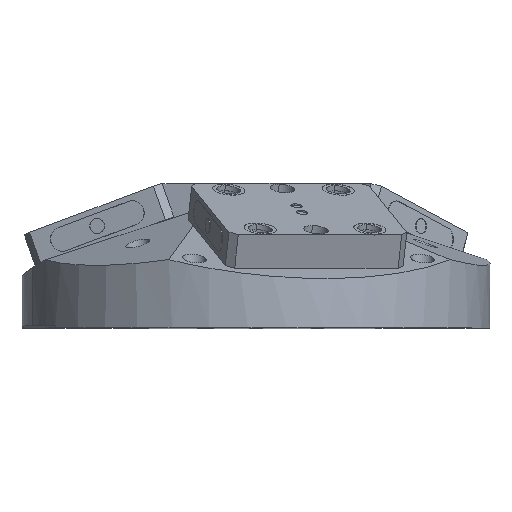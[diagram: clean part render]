
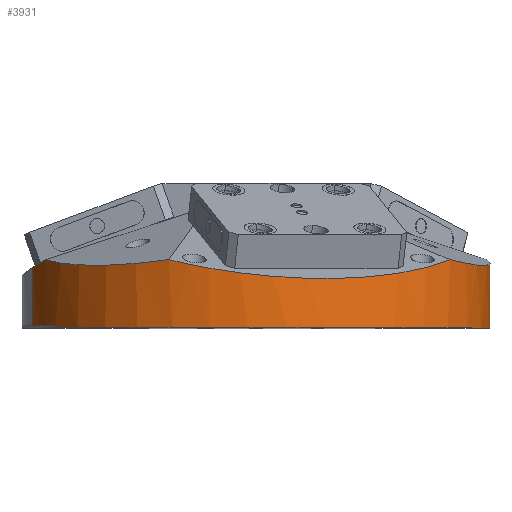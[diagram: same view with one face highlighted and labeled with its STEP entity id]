
A CAD part, top view. The second image highlights one B-rep face of the part: STEP entity #3931.
In plain terms, the highlighted cylindrical face has radius 196.215 mm (diameter 392.43 mm), a partial arc.
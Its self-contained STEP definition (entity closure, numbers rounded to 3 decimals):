
#83 = CARTESIAN_POINT ( 'NONE',  ( 123.308, -152.629, -6.339 ) ) ;
#168 = EDGE_CURVE ( 'NONE', #5522, #249, #7405, .T. ) ;
#180 = VERTEX_POINT ( 'NONE', #11746 ) ;
#249 = VERTEX_POINT ( 'NONE', #9601 ) ;
#485 = EDGE_CURVE ( 'NONE', #249, #3138, #4722, .T. ) ;
#569 = VERTEX_POINT ( 'NONE', #6426 ) ;
#601 = CARTESIAN_POINT ( 'NONE',  ( 196.215, -10.209, -1.901 ) ) ;
#649 = FACE_OUTER_BOUND ( 'NONE', #8354, .T. ) ;
#697 = CARTESIAN_POINT ( 'NONE',  ( 196.215, 0., -0.043 ) ) ;
#837 = CARTESIAN_POINT ( 'NONE',  ( -193.834, -30.473, -6.339 ) ) ;
#1195 = VECTOR ( 'NONE', #3333, 1000. ) ;
#1377 = VERTEX_POINT ( 'NONE', #837 ) ;
#1498 = CARTESIAN_POINT ( 'NONE',  ( 161.587, -121.703, 0.099 ) ) ;
#1893 = VERTEX_POINT ( 'NONE', #9077 ) ;
#1951 = DIRECTION ( 'NONE',  ( 0., 0., 1. ) ) ;
#2372 = DIRECTION ( 'NONE',  ( 0., 0., 1. ) ) ;
#2480 = ORIENTED_EDGE ( 'NONE', *, *, #12444, .T. ) ;
#2697 = AXIS2_PLACEMENT_3D ( 'NONE', #5305, #10290, #6307 ) ;
#2725 = CARTESIAN_POINT ( 'NONE',  ( 193.834, -30.473, -6.339 ) ) ;
#2758 = CIRCLE ( 'NONE', #2697, 196.215 ) ;
#2834 = CARTESIAN_POINT ( 'NONE',  ( 190.5, -47.011, 49.022 ) ) ;
#3089 = AXIS2_PLACEMENT_3D ( 'NONE', #4864, #1951, #11947 ) ;
#3115 = CARTESIAN_POINT ( 'NONE',  ( 196.215, 0., 50.8 ) ) ;
#3121 = CARTESIAN_POINT ( 'NONE',  ( 48.248, -213.269, 15.732 ) ) ;
#3138 = VERTEX_POINT ( 'NONE', #6012 ) ;
#3149 = CIRCLE ( 'NONE', #10474, 196.215 ) ;
#3178 = LINE ( 'NONE', #13012, #8251 ) ;
#3333 = DIRECTION ( 'NONE',  ( 0., 0., 1. ) ) ;
#3829 = VERTEX_POINT ( 'NONE', #5340 ) ;
#3931 = ADVANCED_FACE ( 'NONE', ( #649 ), #12845, .T. ) ;
#3972 = CARTESIAN_POINT ( 'NONE',  ( 190.5, -47.011, 50.8 ) ) ;
#4440 = CARTESIAN_POINT ( 'NONE',  ( -195.42, -20.388, -4.004 ) ) ;
#4459 = ORIENTED_EDGE ( 'NONE', *, *, #9693, .F. ) ;
#4601 = VECTOR ( 'NONE', #12185, 1000. ) ;
#4710 = ORIENTED_EDGE ( 'NONE', *, *, #10642, .F. ) ;
#4722 = LINE ( 'NONE', #3115, #12801 ) ;
#4864 = CARTESIAN_POINT ( 'NONE',  ( 0., 0., 50.8 ) ) ;
#5293 = ORIENTED_EDGE ( 'NONE', *, *, #5806, .F. ) ;
#5305 = CARTESIAN_POINT ( 'NONE',  ( 0., 0., 49.022 ) ) ;
#5340 = CARTESIAN_POINT ( 'NONE',  ( -123.308, -152.629, -6.339 ) ) ;
#5485 = CARTESIAN_POINT ( 'NONE',  ( 193.834, -30.473, -6.339 ) ) ;
#5501 = DIRECTION ( 'NONE',  ( 1., 0., 0. ) ) ;
#5522 = VERTEX_POINT ( 'NONE', #5485 ) ;
#5682 = CARTESIAN_POINT ( 'NONE',  ( -161.587, -121.703, 0.099 ) ) ;
#5730 = DIRECTION ( 'NONE',  ( 1., 0., 0. ) ) ;
#5772 = CARTESIAN_POINT ( 'NONE',  ( 195.42, -20.388, -4.004 ) ) ;
#5806 = EDGE_CURVE ( 'NONE', #569, #3138, #2758, .T. ) ;
#6012 = CARTESIAN_POINT ( 'NONE',  ( 196.215, 0., 49.022 ) ) ;
#6307 = DIRECTION ( 'NONE',  ( 1., 0., 0. ) ) ;
#6426 = CARTESIAN_POINT ( 'NONE',  ( 190.5, -47.011, 49.022 ) ) ;
#6554 = LINE ( 'NONE', #11396, #1195 ) ;
#6731 = CARTESIAN_POINT ( 'NONE',  ( -196.215, 0., -0.043 ) ) ;
#6922 = CARTESIAN_POINT ( 'NONE',  ( -190.5, -47.011, 49.022 ) ) ;
#7145 = DIRECTION ( 'NONE',  ( 0., 0., 1. ) ) ;
#7175 = VERTEX_POINT ( 'NONE', #9575 ) ;
#7275 = CARTESIAN_POINT ( 'NONE',  ( -123.308, -152.629, -6.339 ) ) ;
#7289 = LINE ( 'NONE', #2834, #4601 ) ;
#7321 = CARTESIAN_POINT ( 'NONE',  ( -196.215, 0., -0.043 ) ) ;
#7405 =( BOUNDED_CURVE ( )  B_SPLINE_CURVE ( 3, ( #2725, #5772, #601, #697 ),
 .UNSPECIFIED., .F., .F. ) 
 B_SPLINE_CURVE_WITH_KNOTS ( ( 4, 4 ),
 ( 5.604, 5.76 ),
 .UNSPECIFIED. ) 
 CURVE ( )  GEOMETRIC_REPRESENTATION_ITEM ( )  RATIONAL_B_SPLINE_CURVE ( ( 1., 0.998, 0.998, 1. ) ) 
 REPRESENTATION_ITEM ( '' )  );
#7455 = CARTESIAN_POINT ( 'NONE',  ( 0., 0., 50.8 ) ) ;
#7506 = EDGE_CURVE ( 'NONE', #12812, #1893, #6554, .T. ) ;
#7600 = CARTESIAN_POINT ( 'NONE',  ( -123.308, -152.629, -6.339 ) ) ;
#8065 = ORIENTED_EDGE ( 'NONE', *, *, #11502, .T. ) ;
#8251 = VECTOR ( 'NONE', #11059, 1000. ) ;
#8296 = CARTESIAN_POINT ( 'NONE',  ( -48.248, -213.269, 15.732 ) ) ;
#8354 = EDGE_LOOP ( 'NONE', ( #8795, #10952, #8825, #2480, #8065, #10554, #10780, #5293, #12076, #4459, #12049, #4710 ) ) ;
#8553 = CARTESIAN_POINT ( 'NONE',  ( -193.834, -30.473, -6.339 ) ) ;
#8752 =( BOUNDED_CURVE ( )  B_SPLINE_CURVE ( 3, ( #7275, #8296, #3121, #83 ),
 .UNSPECIFIED., .F., .F. ) 
 B_SPLINE_CURVE_WITH_KNOTS ( ( 4, 4 ),
 ( 5.604, 6.963 ),
 .UNSPECIFIED. ) 
 CURVE ( )  GEOMETRIC_REPRESENTATION_ITEM ( )  RATIONAL_B_SPLINE_CURVE ( ( 1., 0.852, 0.852, 1. ) ) 
 REPRESENTATION_ITEM ( '' )  );
#8795 = ORIENTED_EDGE ( 'NONE', *, *, #9690, .F. ) ;
#8825 = ORIENTED_EDGE ( 'NONE', *, *, #9943, .T. ) ;
#8859 = DIRECTION ( 'NONE',  ( 0., 0., 1. ) ) ;
#8874 = CIRCLE ( 'NONE', #3089, 196.215 ) ;
#9077 = CARTESIAN_POINT ( 'NONE',  ( -190.5, -47.011, 50.8 ) ) ;
#9158 =( BOUNDED_CURVE ( )  B_SPLINE_CURVE ( 3, ( #7321, #9422, #4440, #8553 ),
 .UNSPECIFIED., .F., .F. ) 
 B_SPLINE_CURVE_WITH_KNOTS ( ( 4, 4 ),
 ( 0.524, 0.68 ),
 .UNSPECIFIED. ) 
 CURVE ( )  GEOMETRIC_REPRESENTATION_ITEM ( )  RATIONAL_B_SPLINE_CURVE ( ( 1., 0.998, 0.998, 1. ) ) 
 REPRESENTATION_ITEM ( '' )  );
#9247 =( BOUNDED_CURVE ( )  B_SPLINE_CURVE ( 3, ( #12657, #1498, #9412, #10451 ),
 .UNSPECIFIED., .F., .F. ) 
 B_SPLINE_CURVE_WITH_KNOTS ( ( 4, 4 ),
 ( 5.916, 6.651 ),
 .UNSPECIFIED. ) 
 CURVE ( )  GEOMETRIC_REPRESENTATION_ITEM ( )  RATIONAL_B_SPLINE_CURVE ( ( 1., 0.955, 0.955, 1. ) ) 
 REPRESENTATION_ITEM ( '' )  );
#9412 = CARTESIAN_POINT ( 'NONE',  ( 186.192, -79.086, 0.099 ) ) ;
#9422 = CARTESIAN_POINT ( 'NONE',  ( -196.215, -10.209, -1.901 ) ) ;
#9575 = CARTESIAN_POINT ( 'NONE',  ( -196.215, 0., 49.022 ) ) ;
#9601 = CARTESIAN_POINT ( 'NONE',  ( 196.215, 0., -0.043 ) ) ;
#9690 = EDGE_CURVE ( 'NONE', #12862, #7175, #3178, .T. ) ;
#9693 = EDGE_CURVE ( 'NONE', #1893, #13019, #8874, .T. ) ;
#9694 = CARTESIAN_POINT ( 'NONE',  ( -186.192, -79.086, 0.099 ) ) ;
#9943 = EDGE_CURVE ( 'NONE', #1377, #3829, #12838, .T. ) ;
#10290 = DIRECTION ( 'NONE',  ( 0., 0., 1. ) ) ;
#10451 = CARTESIAN_POINT ( 'NONE',  ( 193.834, -30.473, -6.339 ) ) ;
#10474 = AXIS2_PLACEMENT_3D ( 'NONE', #11794, #8859, #5730 ) ;
#10554 = ORIENTED_EDGE ( 'NONE', *, *, #168, .T. ) ;
#10600 = CARTESIAN_POINT ( 'NONE',  ( -193.834, -30.473, -6.339 ) ) ;
#10642 = EDGE_CURVE ( 'NONE', #7175, #12812, #3149, .T. ) ;
#10780 = ORIENTED_EDGE ( 'NONE', *, *, #485, .T. ) ;
#10952 = ORIENTED_EDGE ( 'NONE', *, *, #12678, .T. ) ;
#11059 = DIRECTION ( 'NONE',  ( 0., 0., 1. ) ) ;
#11396 = CARTESIAN_POINT ( 'NONE',  ( -190.5, -47.011, 49.022 ) ) ;
#11502 = EDGE_CURVE ( 'NONE', #180, #5522, #9247, .T. ) ;
#11746 = CARTESIAN_POINT ( 'NONE',  ( 123.308, -152.629, -6.339 ) ) ;
#11794 = CARTESIAN_POINT ( 'NONE',  ( 0., 0., 49.022 ) ) ;
#11947 = DIRECTION ( 'NONE',  ( 1., 0., 0. ) ) ;
#12049 = ORIENTED_EDGE ( 'NONE', *, *, #7506, .F. ) ;
#12076 = ORIENTED_EDGE ( 'NONE', *, *, #12931, .T. ) ;
#12185 = DIRECTION ( 'NONE',  ( 0., 0., 1. ) ) ;
#12269 = AXIS2_PLACEMENT_3D ( 'NONE', #7455, #2372, #5501 ) ;
#12444 = EDGE_CURVE ( 'NONE', #3829, #180, #8752, .T. ) ;
#12657 = CARTESIAN_POINT ( 'NONE',  ( 123.308, -152.629, -6.339 ) ) ;
#12678 = EDGE_CURVE ( 'NONE', #12862, #1377, #9158, .T. ) ;
#12801 = VECTOR ( 'NONE', #7145, 1000. ) ;
#12812 = VERTEX_POINT ( 'NONE', #6922 ) ;
#12838 =( BOUNDED_CURVE ( )  B_SPLINE_CURVE ( 3, ( #10600, #9694, #5682, #7600 ),
 .UNSPECIFIED., .F., .F. ) 
 B_SPLINE_CURVE_WITH_KNOTS ( ( 4, 4 ),
 ( 5.916, 6.651 ),
 .UNSPECIFIED. ) 
 CURVE ( )  GEOMETRIC_REPRESENTATION_ITEM ( )  RATIONAL_B_SPLINE_CURVE ( ( 1., 0.955, 0.955, 1. ) ) 
 REPRESENTATION_ITEM ( '' )  );
#12845 = CYLINDRICAL_SURFACE ( 'NONE', #12269, 196.215 ) ;
#12862 = VERTEX_POINT ( 'NONE', #6731 ) ;
#12931 = EDGE_CURVE ( 'NONE', #569, #13019, #7289, .T. ) ;
#13012 = CARTESIAN_POINT ( 'NONE',  ( -196.215, 0., 50.8 ) ) ;
#13019 = VERTEX_POINT ( 'NONE', #3972 ) ;
